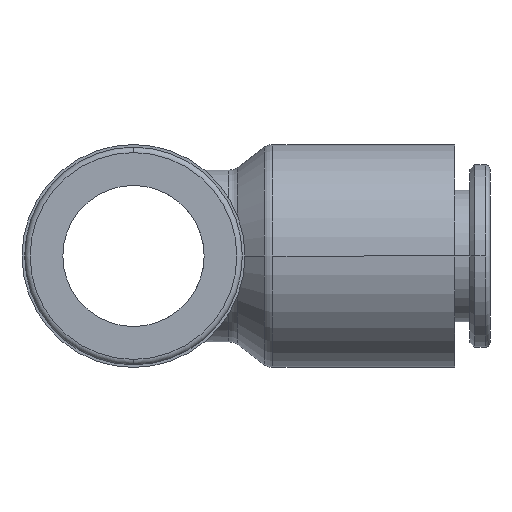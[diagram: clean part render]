
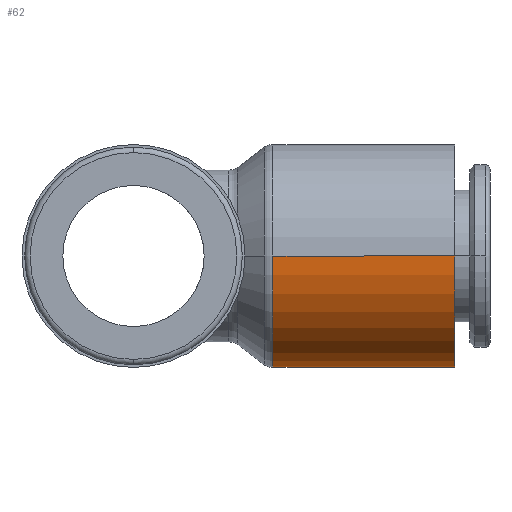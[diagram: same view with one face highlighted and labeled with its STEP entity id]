
A CAD part, left-side view. The second image highlights one B-rep face of the part: STEP entity #62.
In plain terms, the highlighted cylindrical face has radius 9.475 mm (diameter 18.95 mm), a partial arc.
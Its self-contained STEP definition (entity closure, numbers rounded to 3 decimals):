
#62=ADVANCED_FACE('',(#169),#170,.T.);
#169=FACE_OUTER_BOUND('',#362,.T.);
#170=CYLINDRICAL_SURFACE('',#363,9.475);
#362=EDGE_LOOP('',(#653,#654,#655,#656,#657));
#363=AXIS2_PLACEMENT_3D('',#658,#659,#660);
#653=ORIENTED_EDGE('',*,*,#1339,.F.);
#654=ORIENTED_EDGE('',*,*,#1340,.T.);
#655=ORIENTED_EDGE('',*,*,#1341,.T.);
#656=ORIENTED_EDGE('',*,*,#1342,.F.);
#657=ORIENTED_EDGE('',*,*,#1343,.F.);
#658=CARTESIAN_POINT('',(0.,-19.573,0.));
#659=DIRECTION('',(0.,-1.0,0.));
#660=DIRECTION('',(-1.0,0.,0.));
#1339=EDGE_CURVE('',#1638,#1639,#1640,.T.);
#1340=EDGE_CURVE('',#1638,#1641,#1642,.T.);
#1341=EDGE_CURVE('',#1641,#1643,#1644,.T.);
#1342=EDGE_CURVE('',#1645,#1643,#1646,.T.);
#1343=EDGE_CURVE('',#1639,#1645,#1647,.T.);
#1638=VERTEX_POINT('',#2053);
#1639=VERTEX_POINT('',#2054);
#1640=LINE('',#2055,#2056);
#1641=VERTEX_POINT('',#2057);
#1642=CIRCLE('',#2058,9.475);
#1643=VERTEX_POINT('',#2059);
#1644=CIRCLE('',#2060,9.475);
#1645=VERTEX_POINT('',#2061);
#1646=LINE('',#2062,#2063);
#1647=CIRCLE('',#2064,9.475);
#2053=CARTESIAN_POINT('',(-9.475,-11.85,0.));
#2054=CARTESIAN_POINT('',(-9.475,-27.295,0.));
#2055=CARTESIAN_POINT('',(-9.475,-19.573,0.));
#2056=VECTOR('',#2769,1.0);
#2057=CARTESIAN_POINT('',(0.,-11.85,-9.475));
#2058=AXIS2_PLACEMENT_3D('',#2770,#2771,#2772);
#2059=CARTESIAN_POINT('',(9.475,-11.85,0.));
#2060=AXIS2_PLACEMENT_3D('',#2773,#2774,#2775);
#2061=CARTESIAN_POINT('',(9.475,-27.295,0.));
#2062=CARTESIAN_POINT('',(9.475,-19.573,0.));
#2063=VECTOR('',#2776,1.0);
#2064=AXIS2_PLACEMENT_3D('',#2777,#2778,#2779);
#2769=DIRECTION('',(0.,-1.0,0.));
#2770=CARTESIAN_POINT('',(0.,-11.85,0.));
#2771=DIRECTION('',(0.,-1.0,0.));
#2772=DIRECTION('',(-1.0,0.,0.));
#2773=CARTESIAN_POINT('',(0.,-11.85,0.));
#2774=DIRECTION('',(0.,-1.0,0.));
#2775=DIRECTION('',(-1.0,0.,0.));
#2776=DIRECTION('',(0.,1.0,0.));
#2777=CARTESIAN_POINT('',(0.,-27.295,0.));
#2778=DIRECTION('',(0.,-1.0,0.));
#2779=DIRECTION('',(-1.0,0.,0.));
